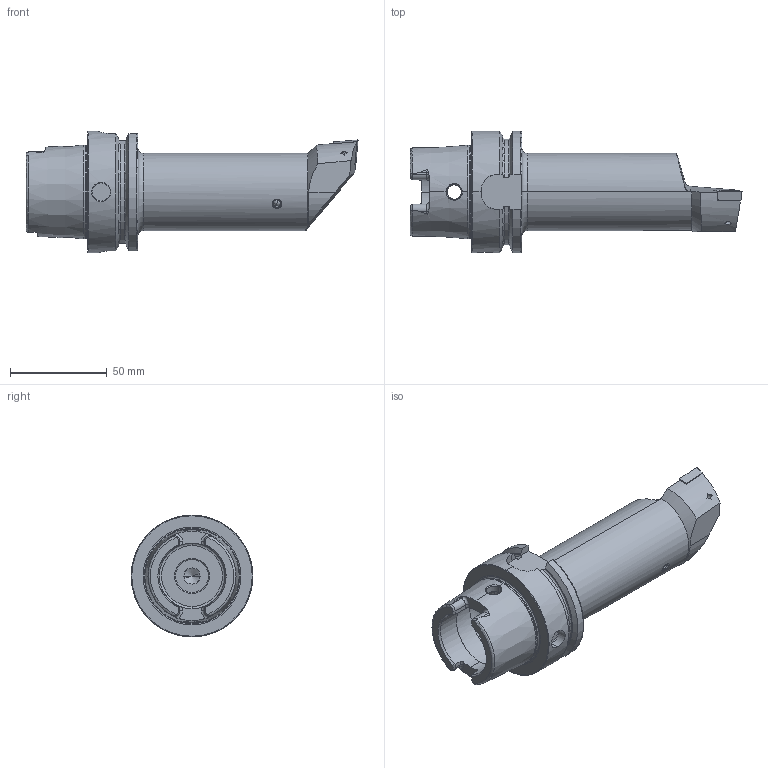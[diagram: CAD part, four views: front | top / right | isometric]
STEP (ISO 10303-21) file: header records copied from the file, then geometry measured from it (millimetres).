
FILE_DESCRIPTION (( 'STEP AP214' ), '1' );
FILE_NAME ('HA6.BCC.LLC.140.STEP', '2020-09-11T06:00:51', ( '' ), ( '' ), 'SwSTEP 2.0', 'SolidWorks 2017', '' );
FILE_SCHEMA (( 'AUTOMOTIVE_DESIGN' ));
Length unit declared in the file: millimetre
Products named in the file (5): CCMT120404; HA6.BCC.LLC.140; KVT_MB_600_050; WCC-ER2.001.010_A; HA6-BCC.LLC.140_A
Assembly tree (4 placements, depth 2):
  HA6.BCC.LLC.140
    HA6-BCC.LLC.140_A
    CCMT120404
    WCC-ER2.001.010_A
    KVT_MB_600_050
Bounding box: 171.86 x 63 x 63 mm (x, y, z)
Volume: 197313.6 mm3; surface area: 38723.8 mm2
Topology: 5 solids, 5 shells, 297 faces, 760 edges, 459 vertices
Faces by surface type: cylinder 89, cone 80, plane 71, torus 39, bspline 16, sphere 2
Entity records: 11753 total; most frequent: CARTESIAN_POINT 3560, ORIENTED_EDGE 1474, DIRECTION 1391, EDGE_CURVE 737, AXIS2_PLACEMENT_3D 556, VERTEX_POINT 456, EDGE_LOOP 315, ADVANCED_FACE 297
